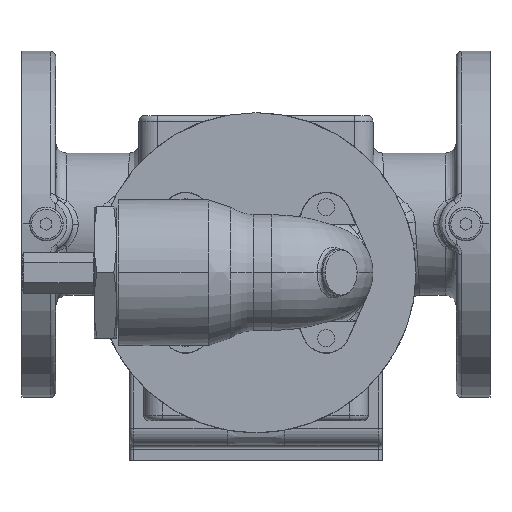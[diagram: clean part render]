
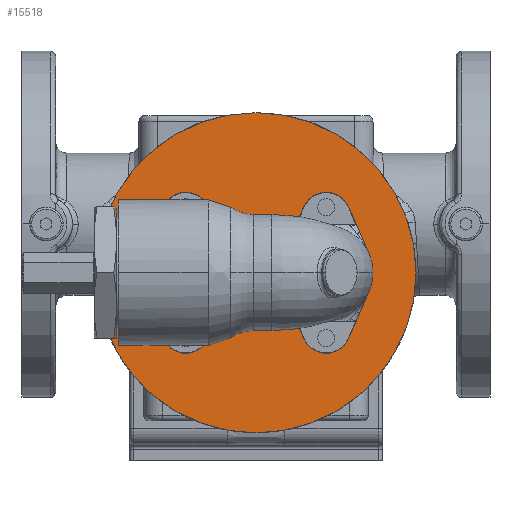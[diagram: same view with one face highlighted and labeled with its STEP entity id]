
A CAD part, top view. The second image highlights one B-rep face of the part: STEP entity #15518.
In plain terms, the highlighted planar face has unit normal (0, 0, 1).
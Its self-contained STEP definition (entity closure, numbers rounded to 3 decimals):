
#126=CARTESIAN_POINT('',(0.,0.,107.));
#127=DIRECTION('',(0.,0.,-1.));
#128=DIRECTION('',(0.,-1.,0.));
#129=AXIS2_PLACEMENT_3D('',#126,#127,#128);
#131=CARTESIAN_POINT('',(0.,0.,107.));
#132=DIRECTION('',(0.,0.,1.));
#133=DIRECTION('',(0.,-1.,0.));
#134=AXIS2_PLACEMENT_3D('',#131,#132,#133);
#136=DIRECTION('',(0.4,0.917,0.));
#137=VECTOR('',#136,27.495);
#138=CARTESIAN_POINT('',(-25.585,-35.2,107.));
#139=LINE('',#138,#137);
#140=CARTESIAN_POINT('',(-37.5,0.,107.));
#141=DIRECTION('',(0.,0.,1.));
#142=DIRECTION('',(0.917,-0.4,0.));
#143=AXIS2_PLACEMENT_3D('',#140,#141,#142);
#145=DIRECTION('',(-0.4,0.917,0.));
#146=VECTOR('',#145,27.495);
#147=CARTESIAN_POINT('',(-14.587,10.,107.));
#148=LINE('',#147,#146);
#149=CARTESIAN_POINT('',(-37.5,30.,107.));
#150=DIRECTION('',(0.,0.,1.));
#151=DIRECTION('',(0.917,0.4,0.));
#152=AXIS2_PLACEMENT_3D('',#149,#150,#151);
#154=DIRECTION('',(-0.4,-0.917,0.));
#155=VECTOR('',#154,27.495);
#156=CARTESIAN_POINT('',(-49.415,35.2,107.));
#157=LINE('',#156,#155);
#158=CARTESIAN_POINT('',(-37.5,0.,107.));
#159=DIRECTION('',(0.,0.,1.));
#160=DIRECTION('',(-0.917,0.4,0.));
#161=AXIS2_PLACEMENT_3D('',#158,#159,#160);
#163=DIRECTION('',(0.4,-0.917,0.));
#164=VECTOR('',#163,27.495);
#165=CARTESIAN_POINT('',(-60.413,-10.,107.));
#166=LINE('',#165,#164);
#167=CARTESIAN_POINT('',(-37.5,-30.,107.));
#168=DIRECTION('',(0.,0.,1.));
#169=DIRECTION('',(-0.917,-0.4,0.));
#170=AXIS2_PLACEMENT_3D('',#167,#168,#169);
#172=DIRECTION('',(0.4,0.917,0.));
#173=VECTOR('',#172,27.495);
#174=CARTESIAN_POINT('',(49.415,-35.2,107.));
#175=LINE('',#174,#173);
#176=CARTESIAN_POINT('',(37.5,0.,107.));
#177=DIRECTION('',(0.,0.,1.));
#178=DIRECTION('',(0.917,-0.4,0.));
#179=AXIS2_PLACEMENT_3D('',#176,#177,#178);
#181=DIRECTION('',(-0.4,0.917,0.));
#182=VECTOR('',#181,27.495);
#183=CARTESIAN_POINT('',(60.413,10.,107.));
#184=LINE('',#183,#182);
#185=CARTESIAN_POINT('',(37.5,30.,107.));
#186=DIRECTION('',(0.,0.,1.));
#187=DIRECTION('',(0.917,0.4,0.));
#188=AXIS2_PLACEMENT_3D('',#185,#186,#187);
#190=DIRECTION('',(-0.4,-0.917,0.));
#191=VECTOR('',#190,27.495);
#192=CARTESIAN_POINT('',(25.585,35.2,107.));
#193=LINE('',#192,#191);
#194=CARTESIAN_POINT('',(37.5,0.,107.));
#195=DIRECTION('',(0.,0.,1.));
#196=DIRECTION('',(-0.917,0.4,0.));
#197=AXIS2_PLACEMENT_3D('',#194,#195,#196);
#199=DIRECTION('',(0.4,-0.917,0.));
#200=VECTOR('',#199,27.495);
#201=CARTESIAN_POINT('',(14.587,-10.,107.));
#202=LINE('',#201,#200);
#203=CARTESIAN_POINT('',(37.5,-30.,107.));
#204=DIRECTION('',(0.,0.,1.));
#205=DIRECTION('',(-0.917,-0.4,0.));
#206=AXIS2_PLACEMENT_3D('',#203,#204,#205);
#13751=CARTESIAN_POINT('',(0.,-85.5,107.));
#13752=CARTESIAN_POINT('',(0.,85.5,107.));
#13753=VERTEX_POINT('',#13751);
#13754=VERTEX_POINT('',#13752);
#14031=CARTESIAN_POINT('',(-25.585,-35.2,107.));
#14032=CARTESIAN_POINT('',(-14.587,-10.,107.));
#14033=VERTEX_POINT('',#14031);
#14034=VERTEX_POINT('',#14032);
#14035=CARTESIAN_POINT('',(-60.413,10.,107.));
#14036=CARTESIAN_POINT('',(-60.413,-10.,107.));
#14037=VERTEX_POINT('',#14035);
#14038=VERTEX_POINT('',#14036);
#14039=CARTESIAN_POINT('',(-14.587,10.,107.));
#14040=VERTEX_POINT('',#14039);
#14041=CARTESIAN_POINT('',(-25.585,35.2,107.));
#14042=VERTEX_POINT('',#14041);
#14043=CARTESIAN_POINT('',(-49.415,35.2,107.));
#14044=VERTEX_POINT('',#14043);
#14045=CARTESIAN_POINT('',(-49.415,-35.2,107.));
#14046=VERTEX_POINT('',#14045);
#14047=CARTESIAN_POINT('',(49.415,-35.2,107.));
#14048=CARTESIAN_POINT('',(60.413,-10.,107.));
#14049=VERTEX_POINT('',#14047);
#14050=VERTEX_POINT('',#14048);
#14051=CARTESIAN_POINT('',(60.413,10.,107.));
#14052=VERTEX_POINT('',#14051);
#14053=CARTESIAN_POINT('',(14.587,10.,107.));
#14054=CARTESIAN_POINT('',(14.587,-10.,107.));
#14055=VERTEX_POINT('',#14053);
#14056=VERTEX_POINT('',#14054);
#14057=CARTESIAN_POINT('',(49.415,35.2,107.));
#14058=VERTEX_POINT('',#14057);
#14059=CARTESIAN_POINT('',(25.585,35.2,107.));
#14060=VERTEX_POINT('',#14059);
#14061=CARTESIAN_POINT('',(25.585,-35.2,107.));
#14062=VERTEX_POINT('',#14061);
#15472=CARTESIAN_POINT('',(0.,0.,107.));
#15473=DIRECTION('',(0.,0.,1.));
#15474=DIRECTION('',(0.,-1.,0.));
#15475=AXIS2_PLACEMENT_3D('',#15472,#15473,#15474);
#15476=PLANE('',#15475);
#15478=ORIENTED_EDGE('',*,*,#15477,.T.);
#15480=ORIENTED_EDGE('',*,*,#15479,.F.);
#15481=EDGE_LOOP('',(#15478,#15480));
#15482=FACE_OUTER_BOUND('',#15481,.F.);
#15484=ORIENTED_EDGE('',*,*,#15483,.T.);
#15486=ORIENTED_EDGE('',*,*,#15485,.T.);
#15488=ORIENTED_EDGE('',*,*,#15487,.T.);
#15490=ORIENTED_EDGE('',*,*,#15489,.T.);
#15492=ORIENTED_EDGE('',*,*,#15491,.T.);
#15494=ORIENTED_EDGE('',*,*,#15493,.T.);
#15496=ORIENTED_EDGE('',*,*,#15495,.T.);
#15497=ORIENTED_EDGE('',*,*,#15462,.T.);
#15498=EDGE_LOOP('',(#15484,#15486,#15488,#15490,#15492,#15494,#15496,#15497));
#15499=FACE_BOUND('',#15498,.F.);
#15501=ORIENTED_EDGE('',*,*,#15500,.T.);
#15503=ORIENTED_EDGE('',*,*,#15502,.T.);
#15505=ORIENTED_EDGE('',*,*,#15504,.T.);
#15507=ORIENTED_EDGE('',*,*,#15506,.T.);
#15509=ORIENTED_EDGE('',*,*,#15508,.T.);
#15511=ORIENTED_EDGE('',*,*,#15510,.T.);
#15513=ORIENTED_EDGE('',*,*,#15512,.T.);
#15515=ORIENTED_EDGE('',*,*,#15514,.T.);
#15516=EDGE_LOOP('',(#15501,#15503,#15505,#15507,#15509,#15511,#15513,#15515));
#15517=FACE_BOUND('',#15516,.F.);
#15518=ADVANCED_FACE('',(#15482,#15499,#15517),#15476,.T.);
#130=CIRCLE('',#129,85.5);
#135=CIRCLE('',#134,85.5);
#144=CIRCLE('',#143,25.);
#153=CIRCLE('',#152,13.);
#162=CIRCLE('',#161,25.);
#171=CIRCLE('',#170,13.);
#180=CIRCLE('',#179,25.);
#189=CIRCLE('',#188,13.);
#198=CIRCLE('',#197,25.);
#207=CIRCLE('',#206,13.);
#15462=EDGE_CURVE('',#14046,#14033,#171,.T.);
#15477=EDGE_CURVE('',#13753,#13754,#130,.T.);
#15479=EDGE_CURVE('',#13753,#13754,#135,.T.);
#15483=EDGE_CURVE('',#14033,#14034,#139,.T.);
#15485=EDGE_CURVE('',#14034,#14040,#144,.T.);
#15487=EDGE_CURVE('',#14040,#14042,#148,.T.);
#15489=EDGE_CURVE('',#14042,#14044,#153,.T.);
#15491=EDGE_CURVE('',#14044,#14037,#157,.T.);
#15493=EDGE_CURVE('',#14037,#14038,#162,.T.);
#15495=EDGE_CURVE('',#14038,#14046,#166,.T.);
#15500=EDGE_CURVE('',#14049,#14050,#175,.T.);
#15502=EDGE_CURVE('',#14050,#14052,#180,.T.);
#15504=EDGE_CURVE('',#14052,#14058,#184,.T.);
#15506=EDGE_CURVE('',#14058,#14060,#189,.T.);
#15508=EDGE_CURVE('',#14060,#14055,#193,.T.);
#15510=EDGE_CURVE('',#14055,#14056,#198,.T.);
#15512=EDGE_CURVE('',#14056,#14062,#202,.T.);
#15514=EDGE_CURVE('',#14062,#14049,#207,.T.);
